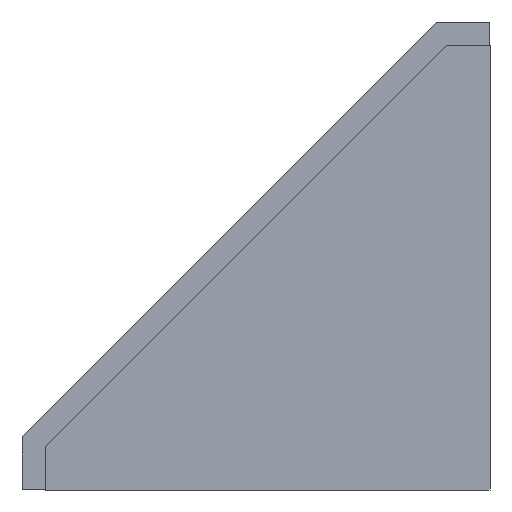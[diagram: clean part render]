
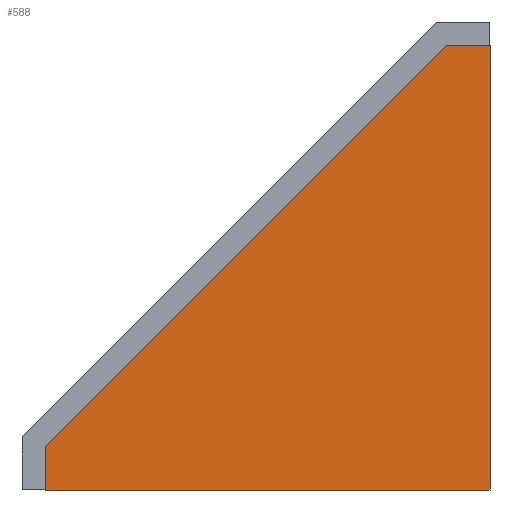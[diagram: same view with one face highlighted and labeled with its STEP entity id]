
A CAD part, left-side view. The second image highlights one B-rep face of the part: STEP entity #588.
In plain terms, the highlighted planar face has unit normal (-1, 0, 0).
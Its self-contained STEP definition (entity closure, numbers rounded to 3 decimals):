
#15 = DIRECTION ( 'NONE',  ( 0., 0., -1. ) ) ;
#62 = VECTOR ( 'NONE', #165, 1000. ) ;
#65 = CARTESIAN_POINT ( 'NONE',  ( -19., 8.5, 76. ) ) ;
#66 = FACE_OUTER_BOUND ( 'NONE', #636, .T. ) ;
#85 = VECTOR ( 'NONE', #555, 1000. ) ;
#103 = CARTESIAN_POINT ( 'NONE',  ( -19., 0., 0. ) ) ;
#105 = VECTOR ( 'NONE', #515, 1000. ) ;
#118 = CARTESIAN_POINT ( 'NONE',  ( -19., 0., 0. ) ) ;
#124 = EDGE_CURVE ( 'NONE', #551, #560, #628, .T. ) ;
#134 = CARTESIAN_POINT ( 'NONE',  ( -19., 0., 76. ) ) ;
#145 = LINE ( 'NONE', #65, #324 ) ;
#149 = PLANE ( 'NONE',  #286 ) ;
#152 = EDGE_CURVE ( 'NONE', #609, #551, #224, .T. ) ;
#165 = DIRECTION ( 'NONE',  ( 0., 0., 1. ) ) ;
#170 = ORIENTED_EDGE ( 'NONE', *, *, #216, .F. ) ;
#175 = EDGE_CURVE ( 'NONE', #511, #609, #302, .T. ) ;
#203 = CARTESIAN_POINT ( 'NONE',  ( -19., 76., 0. ) ) ;
#206 = LINE ( 'NONE', #230, #105 ) ;
#216 = EDGE_CURVE ( 'NONE', #357, #511, #145, .T. ) ;
#220 = CARTESIAN_POINT ( 'NONE',  ( -19., 76., 1.5 ) ) ;
#224 = LINE ( 'NONE', #118, #85 ) ;
#226 = ORIENTED_EDGE ( 'NONE', *, *, #348, .F. ) ;
#230 = CARTESIAN_POINT ( 'NONE',  ( -19., 80.469, 2.969 ) ) ;
#238 = ORIENTED_EDGE ( 'NONE', *, *, #175, .F. ) ;
#286 = AXIS2_PLACEMENT_3D ( 'NONE', #103, #542, #487 ) ;
#302 = LINE ( 'NONE', #456, #509 ) ;
#314 = DIRECTION ( 'NONE',  ( 0., -1., 0. ) ) ;
#324 = VECTOR ( 'NONE', #314, 1000. ) ;
#348 = EDGE_CURVE ( 'NONE', #560, #357, #206, .T. ) ;
#351 = CARTESIAN_POINT ( 'NONE',  ( -19., 0., 0. ) ) ;
#357 = VERTEX_POINT ( 'NONE', #629 ) ;
#364 = ORIENTED_EDGE ( 'NONE', *, *, #124, .F. ) ;
#446 = ORIENTED_EDGE ( 'NONE', *, *, #152, .F. ) ;
#456 = CARTESIAN_POINT ( 'NONE',  ( -19., 0., 0. ) ) ;
#487 = DIRECTION ( 'NONE',  ( 0., 0., -1. ) ) ;
#509 = VECTOR ( 'NONE', #15, 1000. ) ;
#511 = VERTEX_POINT ( 'NONE', #134 ) ;
#515 = DIRECTION ( 'NONE',  ( 0., -0.707, 0.707 ) ) ;
#542 = DIRECTION ( 'NONE',  ( 1., 0., 0. ) ) ;
#544 = CARTESIAN_POINT ( 'NONE',  ( -19., 76., 7.438 ) ) ;
#551 = VERTEX_POINT ( 'NONE', #203 ) ;
#555 = DIRECTION ( 'NONE',  ( 0., 1., 0. ) ) ;
#560 = VERTEX_POINT ( 'NONE', #544 ) ;
#588 = ADVANCED_FACE ( 'NONE', ( #66 ), #149, .F. ) ;
#609 = VERTEX_POINT ( 'NONE', #351 ) ;
#628 = LINE ( 'NONE', #220, #62 ) ;
#629 = CARTESIAN_POINT ( 'NONE',  ( -19., 7.438, 76. ) ) ;
#636 = EDGE_LOOP ( 'NONE', ( #364, #446, #238, #170, #226 ) ) ;
